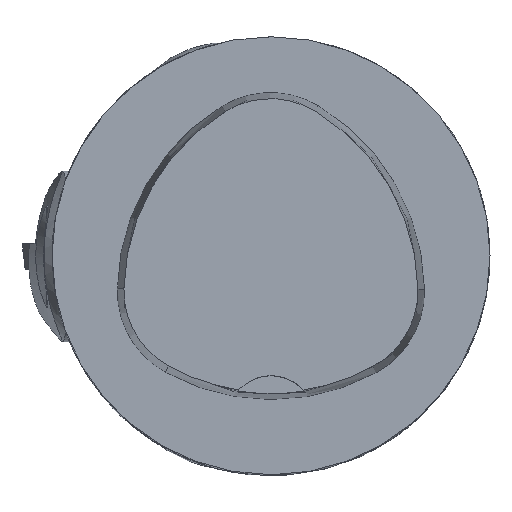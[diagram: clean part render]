
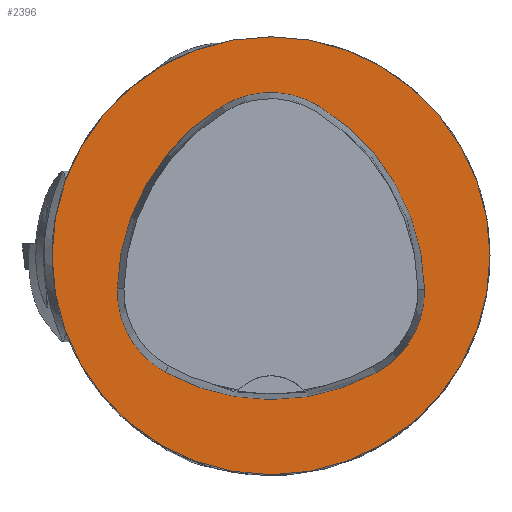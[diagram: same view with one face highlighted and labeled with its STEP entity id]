
A CAD part, top view. The second image highlights one B-rep face of the part: STEP entity #2396.
In plain terms, the highlighted planar face has unit normal (0, 0, 1).
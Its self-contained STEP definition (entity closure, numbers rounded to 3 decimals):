
#1723=PLANE('',#7844);
#2396=ADVANCED_FACE('',(#2844,#2845),#1723,.T.);
#2844=FACE_BOUND('',#2969,.T.);
#2845=FACE_BOUND('',#2970,.T.);
#2969=EDGE_LOOP('',(#3728,#3729,#3730,#3731,#3732,#3733));
#2970=EDGE_LOOP('',(#3734));
#3728=ORIENTED_EDGE('',*,*,#6622,.T.);
#3729=ORIENTED_EDGE('',*,*,#6602,.T.);
#3730=ORIENTED_EDGE('',*,*,#6606,.T.);
#3731=ORIENTED_EDGE('',*,*,#6609,.T.);
#3732=ORIENTED_EDGE('',*,*,#6612,.T.);
#3733=ORIENTED_EDGE('',*,*,#6620,.T.);
#3734=ORIENTED_EDGE('',*,*,#6346,.F.);
#5604=VERTEX_POINT('',#10492);
#5855=VERTEX_POINT('',#11087);
#5856=VERTEX_POINT('',#11088);
#5859=VERTEX_POINT('',#11096);
#5861=VERTEX_POINT('',#11102);
#5863=VERTEX_POINT('',#11108);
#5870=VERTEX_POINT('',#11129);
#6346=EDGE_CURVE('',#5604,#5604,#7417,.T.);
#6602=EDGE_CURVE('',#5855,#5856,#7482,.T.);
#6606=EDGE_CURVE('',#5856,#5859,#7484,.T.);
#6609=EDGE_CURVE('',#5859,#5861,#7486,.T.);
#6612=EDGE_CURVE('',#5861,#5863,#7488,.T.);
#6620=EDGE_CURVE('',#5863,#5870,#7492,.T.);
#6622=EDGE_CURVE('',#5870,#5855,#7494,.T.);
#7417=CIRCLE('',#7730,20.);
#7482=CIRCLE('',#7822,20.);
#7484=CIRCLE('',#7825,8.5);
#7486=CIRCLE('',#7828,20.);
#7488=CIRCLE('',#7831,8.5);
#7492=CIRCLE('',#7836,20.);
#7494=CIRCLE('',#7839,8.5);
#7730=AXIS2_PLACEMENT_3D('',#10491,#8429,#8430);
#7822=AXIS2_PLACEMENT_3D('',#11086,#8781,#8782);
#7825=AXIS2_PLACEMENT_3D('',#11095,#8789,#8790);
#7828=AXIS2_PLACEMENT_3D('',#11101,#8796,#8797);
#7831=AXIS2_PLACEMENT_3D('',#11107,#8803,#8804);
#7836=AXIS2_PLACEMENT_3D('',#11130,#8815,#8816);
#7839=AXIS2_PLACEMENT_3D('',#11133,#8821,#8822);
#7844=AXIS2_PLACEMENT_3D('',#11138,#8831,#8832);
#8429=DIRECTION('',(0.,0.,-1.));
#8430=DIRECTION('',(-1.,0.,0.));
#8781=DIRECTION('',(0.,0.,-1.));
#8782=DIRECTION('',(-1.,0.,0.));
#8789=DIRECTION('',(0.,0.,-1.));
#8790=DIRECTION('',(-1.,0.,0.));
#8796=DIRECTION('',(0.,0.,-1.));
#8797=DIRECTION('',(-1.,0.,0.));
#8803=DIRECTION('',(0.,0.,-1.));
#8804=DIRECTION('',(-1.,0.,0.));
#8815=DIRECTION('',(0.,0.,-1.));
#8816=DIRECTION('',(-1.,0.,0.));
#8821=DIRECTION('',(0.,0.,-1.));
#8822=DIRECTION('',(-1.,0.,0.));
#8831=DIRECTION('',(0.,0.,1.));
#8832=DIRECTION('',(1.,0.,0.));
#10491=CARTESIAN_POINT('',(0.,0.,0.));
#10492=CARTESIAN_POINT('',(-20.,0.,0.));
#11086=CARTESIAN_POINT('',(5.955,-3.414,0.));
#11087=CARTESIAN_POINT('',(-14.041,-3.042,0.));
#11088=CARTESIAN_POINT('',(-4.472,13.653,0.));
#11095=CARTESIAN_POINT('',(-0.04,6.4,0.));
#11096=CARTESIAN_POINT('',(4.347,13.68,0.));
#11101=CARTESIAN_POINT('',(-5.976,-3.45,0.));
#11102=CARTESIAN_POINT('',(14.021,-3.075,0.));
#11107=CARTESIAN_POINT('',(5.522,-3.235,0.));
#11108=CARTESIAN_POINT('',(9.588,-10.699,0.));
#11129=CARTESIAN_POINT('',(-9.655,-10.639,0.));
#11130=CARTESIAN_POINT('',(0.022,6.864,0.));
#11133=CARTESIAN_POINT('',(-5.543,-3.2,0.));
#11138=CARTESIAN_POINT('',(0.,0.,0.));
